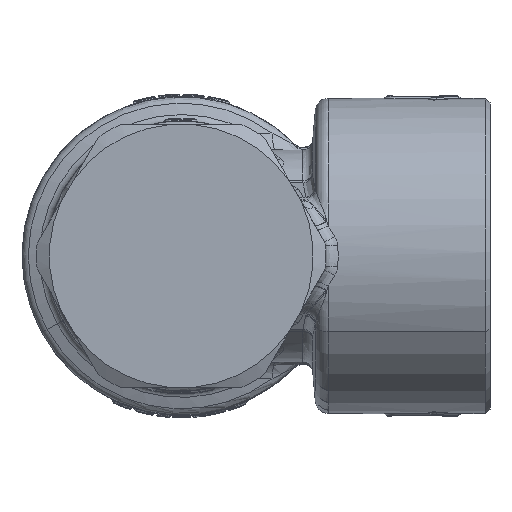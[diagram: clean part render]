
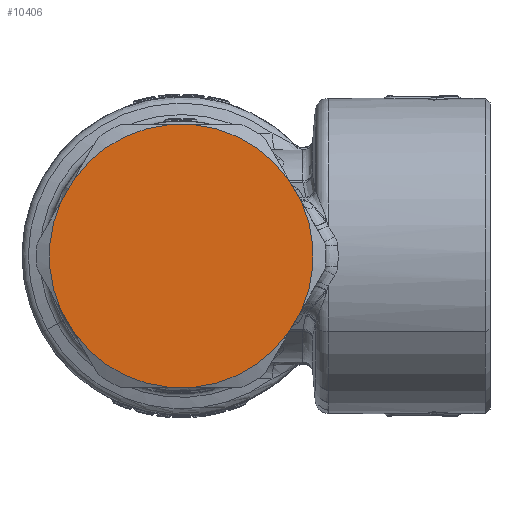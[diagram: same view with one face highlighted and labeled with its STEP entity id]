
A CAD part, front view. The second image highlights one B-rep face of the part: STEP entity #10406.
In plain terms, the highlighted planar face has unit normal (0, -1, 0).
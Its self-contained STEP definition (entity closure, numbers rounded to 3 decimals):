
#5018=CARTESIAN_POINT('Axis2P3D Location',(0.,-38.,0.)) ;
#5022=CARTESIAN_POINT('Vertex',(-2.022,-38.,20.4)) ;
#5024=CARTESIAN_POINT('Vertex',(-16.656,-38.,11.951)) ;
#5058=CARTESIAN_POINT('Axis2P3D Location',(0.,-38.,0.)) ;
#5062=CARTESIAN_POINT('Vertex',(16.656,-38.,11.951)) ;
#5064=CARTESIAN_POINT('Vertex',(2.022,-38.,20.4)) ;
#9327=CARTESIAN_POINT('Axis2P3D Location',(0.,-38.,0.)) ;
#9331=CARTESIAN_POINT('Vertex',(-18.678,-38.,8.449)) ;
#9333=CARTESIAN_POINT('Vertex',(-18.678,-38.,-8.449)) ;
#9458=CARTESIAN_POINT('Axis2P3D Location',(0.,-38.,0.)) ;
#9462=CARTESIAN_POINT('Vertex',(-16.656,-38.,-11.951)) ;
#9464=CARTESIAN_POINT('Vertex',(-2.022,-38.,-20.4)) ;
#9583=CARTESIAN_POINT('Line Origine',(0.,-38.,20.4)) ;
#9720=CARTESIAN_POINT('Line Origine',(-17.667,-38.,10.2)) ;
#10043=CARTESIAN_POINT('Line Origine',(17.667,-38.,10.2)) ;
#10047=CARTESIAN_POINT('Vertex',(18.678,-38.,8.449)) ;
#10333=CARTESIAN_POINT('Axis2P3D Location',(0.,-38.,0.)) ;
#10337=CARTESIAN_POINT('Vertex',(2.022,-38.,-20.4)) ;
#10339=CARTESIAN_POINT('Vertex',(16.656,-38.,-11.951)) ;
#10365=CARTESIAN_POINT('Axis2P3D Location',(-17.25,-38.,0.)) ;
#10370=CARTESIAN_POINT('Line Origine',(-17.667,-38.,-10.2)) ;
#10375=CARTESIAN_POINT('Line Origine',(0.,-38.,-20.4)) ;
#10380=CARTESIAN_POINT('Line Origine',(17.667,-38.,-10.2)) ;
#10384=CARTESIAN_POINT('Vertex',(18.678,-38.,-8.449)) ;
#10387=CARTESIAN_POINT('Axis2P3D Location',(0.,-38.,0.)) ;
#9585=VECTOR('Line Direction',#9584,1.) ;
#9722=VECTOR('Line Direction',#9721,1.) ;
#10045=VECTOR('Line Direction',#10044,1.) ;
#10372=VECTOR('Line Direction',#10371,1.) ;
#10377=VECTOR('Line Direction',#10376,1.) ;
#10382=VECTOR('Line Direction',#10381,1.) ;
#5019=DIRECTION('Axis2P3D Direction',(0.,1.,-0.)) ;
#5059=DIRECTION('Axis2P3D Direction',(0.,1.,-0.)) ;
#9328=DIRECTION('Axis2P3D Direction',(0.,1.,-0.)) ;
#9459=DIRECTION('Axis2P3D Direction',(0.,1.,-0.)) ;
#9584=DIRECTION('Vector Direction',(1.,0.,0.)) ;
#9721=DIRECTION('Vector Direction',(0.5,0.,0.866)) ;
#10044=DIRECTION('Vector Direction',(-0.5,0.,0.866)) ;
#10334=DIRECTION('Axis2P3D Direction',(0.,1.,-0.)) ;
#10366=DIRECTION('Axis2P3D Direction',(0.,-1.,0.)) ;
#10367=DIRECTION('Axis2P3D XDirection',(1.,0.,0.)) ;
#10371=DIRECTION('Vector Direction',(0.5,0.,-0.866)) ;
#10376=DIRECTION('Vector Direction',(-1.,0.,0.)) ;
#10381=DIRECTION('Vector Direction',(-0.5,0.,-0.866)) ;
#10388=DIRECTION('Axis2P3D Direction',(0.,-1.,0.)) ;
#5020=AXIS2_PLACEMENT_3D('Circle Axis2P3D',#5018,#5019,$) ;
#5060=AXIS2_PLACEMENT_3D('Circle Axis2P3D',#5058,#5059,$) ;
#9329=AXIS2_PLACEMENT_3D('Circle Axis2P3D',#9327,#9328,$) ;
#9460=AXIS2_PLACEMENT_3D('Circle Axis2P3D',#9458,#9459,$) ;
#10335=AXIS2_PLACEMENT_3D('Circle Axis2P3D',#10333,#10334,$) ;
#10368=AXIS2_PLACEMENT_3D('Plane Axis2P3D',#10365,#10366,#10367) ;
#10389=AXIS2_PLACEMENT_3D('Circle Axis2P3D',#10387,#10388,$) ;
#9586=LINE('Line',#9583,#9585) ;
#9723=LINE('Line',#9720,#9722) ;
#10046=LINE('Line',#10043,#10045) ;
#10373=LINE('Line',#10370,#10372) ;
#10378=LINE('Line',#10375,#10377) ;
#10383=LINE('Line',#10380,#10382) ;
#5021=CIRCLE('generated circle',#5020,20.5) ;
#5061=CIRCLE('generated circle',#5060,20.5) ;
#9330=CIRCLE('generated circle',#9329,20.5) ;
#9461=CIRCLE('generated circle',#9460,20.5) ;
#10336=CIRCLE('generated circle',#10335,20.5) ;
#10390=CIRCLE('generated circle',#10389,20.5) ;
#10369=PLANE('',#10368) ;
#5026=EDGE_CURVE('',#5023,#5025,#5021,.F.) ;
#5066=EDGE_CURVE('',#5063,#5065,#5061,.F.) ;
#9335=EDGE_CURVE('',#9332,#9334,#9330,.F.) ;
#9466=EDGE_CURVE('',#9463,#9465,#9461,.F.) ;
#9587=EDGE_CURVE('',#5023,#5065,#9586,.T.) ;
#9724=EDGE_CURVE('',#9332,#5025,#9723,.T.) ;
#10049=EDGE_CURVE('',#10048,#5063,#10046,.T.) ;
#10341=EDGE_CURVE('',#10338,#10340,#10336,.F.) ;
#10374=EDGE_CURVE('',#9334,#9463,#10373,.T.) ;
#10379=EDGE_CURVE('',#10338,#9465,#10378,.T.) ;
#10386=EDGE_CURVE('',#10385,#10340,#10383,.T.) ;
#10391=EDGE_CURVE('',#10385,#10048,#10390,.T.) ;
#10393=ORIENTED_EDGE('',*,*,#5026,.T.) ;
#10394=ORIENTED_EDGE('',*,*,#9724,.F.) ;
#10395=ORIENTED_EDGE('',*,*,#9335,.T.) ;
#10396=ORIENTED_EDGE('',*,*,#10374,.T.) ;
#10397=ORIENTED_EDGE('',*,*,#9466,.T.) ;
#10398=ORIENTED_EDGE('',*,*,#10379,.F.) ;
#10399=ORIENTED_EDGE('',*,*,#10341,.T.) ;
#10400=ORIENTED_EDGE('',*,*,#10386,.F.) ;
#10401=ORIENTED_EDGE('',*,*,#10391,.T.) ;
#10402=ORIENTED_EDGE('',*,*,#10049,.T.) ;
#10403=ORIENTED_EDGE('',*,*,#5066,.T.) ;
#10404=ORIENTED_EDGE('',*,*,#9587,.F.) ;
#10392=EDGE_LOOP('',(#10393,#10394,#10395,#10396,#10397,#10398,#10399,#10400,#10401,#10402,#10403,#10404)) ;
#5023=VERTEX_POINT('',#5022) ;
#5025=VERTEX_POINT('',#5024) ;
#5063=VERTEX_POINT('',#5062) ;
#5065=VERTEX_POINT('',#5064) ;
#9332=VERTEX_POINT('',#9331) ;
#9334=VERTEX_POINT('',#9333) ;
#9463=VERTEX_POINT('',#9462) ;
#9465=VERTEX_POINT('',#9464) ;
#10048=VERTEX_POINT('',#10047) ;
#10338=VERTEX_POINT('',#10337) ;
#10340=VERTEX_POINT('',#10339) ;
#10385=VERTEX_POINT('',#10384) ;
#10406=ADVANCED_FACE('PartBody',(#10405),#10369,.T.) ;
#10405=FACE_OUTER_BOUND('',#10392,.T.) ;
